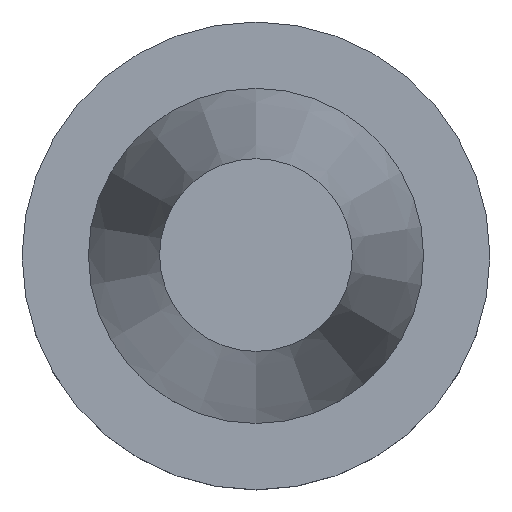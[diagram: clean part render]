
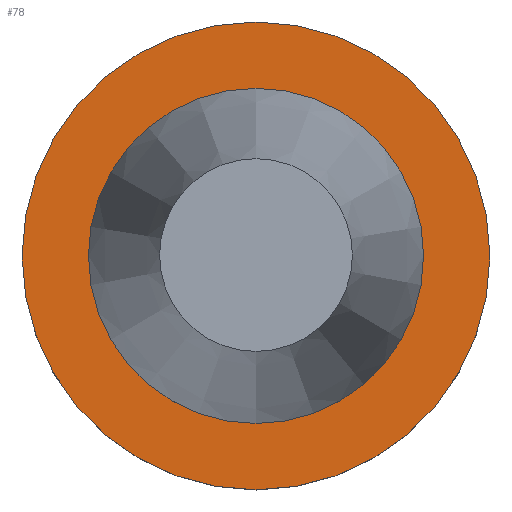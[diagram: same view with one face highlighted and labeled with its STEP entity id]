
A CAD part, top view. The second image highlights one B-rep face of the part: STEP entity #78.
In plain terms, the highlighted planar face has unit normal (0, 0, 1).
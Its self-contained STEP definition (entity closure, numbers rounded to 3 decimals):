
#78=ADVANCED_FACE('',(#101,#102),#103,.T.);
#101=FACE_OUTER_BOUND('',#150,.T.);
#102=FACE_BOUND('',#151,.T.);
#103=PLANE('',#152);
#150=EDGE_LOOP('',(#205));
#151=EDGE_LOOP('',(#206));
#152=AXIS2_PLACEMENT_3D('',#207,#208,#209);
#205=ORIENTED_EDGE('',*,*,#277,.F.);
#206=ORIENTED_EDGE('',*,*,#276,.T.);
#207=CARTESIAN_POINT('',(0.,41.838,-1.5));
#208=DIRECTION('',(0.,0.,1.0));
#209=DIRECTION('',(0.,-1.0,0.));
#276=EDGE_CURVE('',#294,#294,#295,.T.);
#277=EDGE_CURVE('',#296,#296,#297,.T.);
#294=VERTEX_POINT('',#326);
#295=CIRCLE('',#327,34.925);
#296=VERTEX_POINT('',#328);
#297=CIRCLE('',#329,48.75);
#326=CARTESIAN_POINT('',(0.,34.925,-1.5));
#327=AXIS2_PLACEMENT_3D('',#360,#361,#362);
#328=CARTESIAN_POINT('',(0.,48.75,-1.5));
#329=AXIS2_PLACEMENT_3D('',#363,#364,#365);
#360=CARTESIAN_POINT('',(0.,0.,-1.5));
#361=DIRECTION('',(0.,0.,-1.0));
#362=DIRECTION('',(0.,1.0,0.));
#363=CARTESIAN_POINT('',(0.,0.,-1.5));
#364=DIRECTION('',(0.,0.,-1.0));
#365=DIRECTION('',(0.,1.0,0.));
